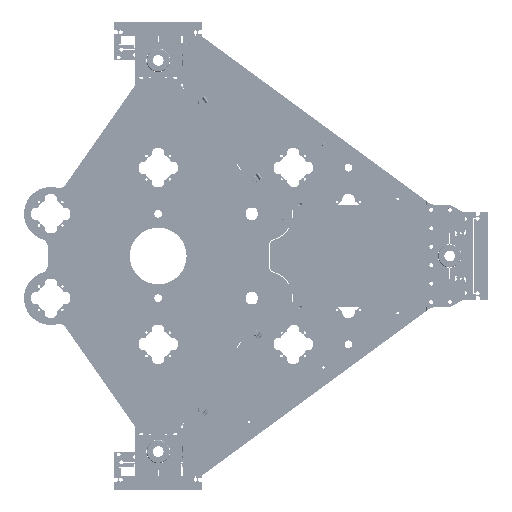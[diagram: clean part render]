
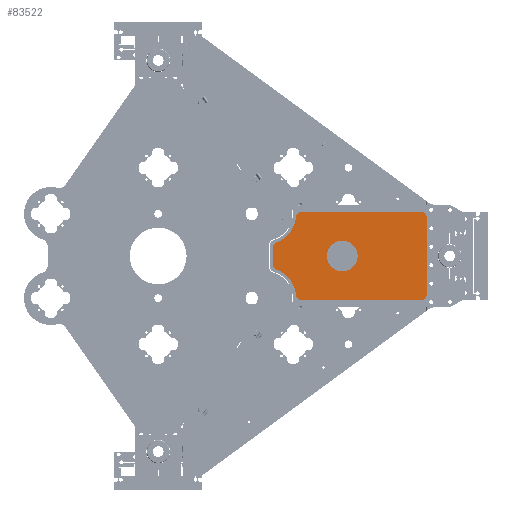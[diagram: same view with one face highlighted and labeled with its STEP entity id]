
A CAD part, front view. The second image highlights one B-rep face of the part: STEP entity #83522.
In plain terms, the highlighted planar face has unit normal (0, -1, 0).
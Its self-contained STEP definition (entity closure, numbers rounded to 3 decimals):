
#645 = LINE ( 'NONE', #124056, #128722 ) ;
#1400 = FACE_OUTER_BOUND ( 'NONE', #104248, .T. ) ;
#1848 = CARTESIAN_POINT ( 'NONE',  ( 84., -151.5, 28.5 ) ) ;
#2081 = DIRECTION ( 'NONE',  ( 1., 0., 0. ) ) ;
#3051 = DIRECTION ( 'NONE',  ( 1., 0., 0. ) ) ;
#3752 = DIRECTION ( 'NONE',  ( 0., 1., 0. ) ) ;
#3886 = EDGE_CURVE ( 'NONE', #106959, #48598, #105888, .T. ) ;
#5064 = CARTESIAN_POINT ( 'NONE',  ( 32., -151.5, 0. ) ) ;
#8055 = CARTESIAN_POINT ( 'NONE',  ( -11.043, -151.5, -8.749 ) ) ;
#8651 = VERTEX_POINT ( 'NONE', #9589 ) ;
#8949 = ORIENTED_EDGE ( 'NONE', *, *, #120334, .T. ) ;
#9203 = CARTESIAN_POINT ( 'NONE',  ( 84., -151.5, 25.5 ) ) ;
#9510 = CARTESIAN_POINT ( 'NONE',  ( -13., -151.5, 5.936 ) ) ;
#9589 = CARTESIAN_POINT ( 'NONE',  ( 4.913, -151.5, -28.5 ) ) ;
#11018 = AXIS2_PLACEMENT_3D ( 'NONE', #9203, #51680, #71262 ) ;
#11029 = ORIENTED_EDGE ( 'NONE', *, *, #98454, .F. ) ;
#12161 = DIRECTION ( 'NONE',  ( 1., 0., 0. ) ) ;
#15061 = CIRCLE ( 'NONE', #11018, 3. ) ;
#15652 = DIRECTION ( 'NONE',  ( -1., 0., 0. ) ) ;
#16243 = VERTEX_POINT ( 'NONE', #81813 ) ;
#16303 = AXIS2_PLACEMENT_3D ( 'NONE', #85369, #3752, #105617 ) ;
#16493 = EDGE_CURVE ( 'NONE', #64222, #8651, #107348, .T. ) ;
#17041 = CARTESIAN_POINT ( 'NONE',  ( -13., -151.5, -5.936 ) ) ;
#17496 = AXIS2_PLACEMENT_3D ( 'NONE', #114396, #22664, #3051 ) ;
#18162 = CARTESIAN_POINT ( 'NONE',  ( 87., -151.5, 25.5 ) ) ;
#20731 = DIRECTION ( 'NONE',  ( 1., 0., 0. ) ) ;
#20837 = EDGE_CURVE ( 'NONE', #92792, #117226, #15061, .T. ) ;
#21644 = CARTESIAN_POINT ( 'NONE',  ( -18., -151.5, 27.5 ) ) ;
#22664 = DIRECTION ( 'NONE',  ( 0., 1., 0. ) ) ;
#22912 = AXIS2_PLACEMENT_3D ( 'NONE', #33103, #74216, #12161 ) ;
#23641 = EDGE_CURVE ( 'NONE', #48598, #99213, #93928, .T. ) ;
#27631 = EDGE_CURVE ( 'NONE', #117226, #16243, #120485, .T. ) ;
#28015 = VERTEX_POINT ( 'NONE', #67742 ) ;
#28443 = DIRECTION ( 'NONE',  ( 0., 1., 0. ) ) ;
#28778 = DIRECTION ( 'NONE',  ( 0., 0., -1. ) ) ;
#29198 = CIRCLE ( 'NONE', #16303, 3. ) ;
#31703 = DIRECTION ( 'NONE',  ( 0., 0., 1. ) ) ;
#31736 = DIRECTION ( 'NONE',  ( 1., 0., 0. ) ) ;
#32570 = VERTEX_POINT ( 'NONE', #57164 ) ;
#33103 = CARTESIAN_POINT ( 'NONE',  ( -18., -151.5, -27.5 ) ) ;
#34196 = CIRCLE ( 'NONE', #87981, 3. ) ;
#34752 = CIRCLE ( 'NONE', #17496, 3. ) ;
#36067 = VECTOR ( 'NONE', #28778, 1000. ) ;
#36571 = DIRECTION ( 'NONE',  ( 1., 0., 0. ) ) ;
#36914 = LINE ( 'NONE', #110367, #44335 ) ;
#37082 = CARTESIAN_POINT ( 'NONE',  ( 4.913, -151.5, 28.5 ) ) ;
#38970 = ORIENTED_EDGE ( 'NONE', *, *, #23641, .F. ) ;
#41196 = ORIENTED_EDGE ( 'NONE', *, *, #128744, .F. ) ;
#42598 = PLANE ( 'NONE',  #44037 ) ;
#42712 = ORIENTED_EDGE ( 'NONE', *, *, #3886, .F. ) ;
#43049 = ORIENTED_EDGE ( 'NONE', *, *, #20837, .F. ) ;
#44037 = AXIS2_PLACEMENT_3D ( 'NONE', #62819, #103966, #2081 ) ;
#44335 = VECTOR ( 'NONE', #57103, 1000. ) ;
#46591 = CIRCLE ( 'NONE', #22912, 20. ) ;
#46857 = EDGE_CURVE ( 'NONE', #48110, #77351, #34196, .T. ) ;
#48110 = VERTEX_POINT ( 'NONE', #8055 ) ;
#48148 = EDGE_LOOP ( 'NONE', ( #116255, #8949 ) ) ;
#48182 = AXIS2_PLACEMENT_3D ( 'NONE', #95287, #56799, #97289 ) ;
#48598 = VERTEX_POINT ( 'NONE', #90864 ) ;
#48996 = CARTESIAN_POINT ( 'NONE',  ( 87., -151.5, -25.5 ) ) ;
#49873 = CARTESIAN_POINT ( 'NONE',  ( -10., -151.5, -5.936 ) ) ;
#51680 = DIRECTION ( 'NONE',  ( 0., 1., 0. ) ) ;
#51990 = DIRECTION ( 'NONE',  ( 0., -1., 0. ) ) ;
#54093 = CARTESIAN_POINT ( 'NONE',  ( -11.043, -151.5, 8.749 ) ) ;
#54452 = CIRCLE ( 'NONE', #112590, 10. ) ;
#56747 = CIRCLE ( 'NONE', #48182, 3. ) ;
#56799 = DIRECTION ( 'NONE',  ( 0., 1., 0. ) ) ;
#57103 = DIRECTION ( 'NONE',  ( 1., 0., 0. ) ) ;
#57164 = CARTESIAN_POINT ( 'NONE',  ( 22., -151.5, 0. ) ) ;
#57479 = ORIENTED_EDGE ( 'NONE', *, *, #119070, .F. ) ;
#58255 = VECTOR ( 'NONE', #15652, 1000. ) ;
#62819 = CARTESIAN_POINT ( 'NONE',  ( -88., -151.5, 0. ) ) ;
#64222 = VERTEX_POINT ( 'NONE', #87387 ) ;
#67742 = CARTESIAN_POINT ( 'NONE',  ( 42., -151.5, 0. ) ) ;
#67867 = ORIENTED_EDGE ( 'NONE', *, *, #121351, .F. ) ;
#70162 = ORIENTED_EDGE ( 'NONE', *, *, #16493, .F. ) ;
#71040 = CARTESIAN_POINT ( 'NONE',  ( 1.924, -151.5, -25.761 ) ) ;
#71074 = AXIS2_PLACEMENT_3D ( 'NONE', #5064, #95477, #74590 ) ;
#71262 = DIRECTION ( 'NONE',  ( 1., 0., 0. ) ) ;
#74216 = DIRECTION ( 'NONE',  ( 0., -1., 0. ) ) ;
#74485 = AXIS2_PLACEMENT_3D ( 'NONE', #84734, #123221, #20731 ) ;
#74590 = DIRECTION ( 'NONE',  ( 1., 0., 0. ) ) ;
#77351 = VERTEX_POINT ( 'NONE', #17041 ) ;
#79017 = CARTESIAN_POINT ( 'NONE',  ( 32., -151.5, 0. ) ) ;
#80706 = VERTEX_POINT ( 'NONE', #9510 ) ;
#81813 = CARTESIAN_POINT ( 'NONE',  ( 87., -151.5, -25.5 ) ) ;
#83522 = ADVANCED_FACE ( 'NONE', ( #95170, #1400 ), #42598, .F. ) ;
#84734 = CARTESIAN_POINT ( 'NONE',  ( 4.913, -151.5, 25.5 ) ) ;
#85369 = CARTESIAN_POINT ( 'NONE',  ( 84., -151.5, -25.5 ) ) ;
#87387 = CARTESIAN_POINT ( 'NONE',  ( 84., -151.5, -28.5 ) ) ;
#87981 = AXIS2_PLACEMENT_3D ( 'NONE', #49873, #118710, #120000 ) ;
#90864 = CARTESIAN_POINT ( 'NONE',  ( 1.924, -151.5, 25.761 ) ) ;
#92792 = VERTEX_POINT ( 'NONE', #1848 ) ;
#93874 = ORIENTED_EDGE ( 'NONE', *, *, #126656, .F. ) ;
#93928 = CIRCLE ( 'NONE', #74485, 3. ) ;
#95170 = FACE_BOUND ( 'NONE', #48148, .T. ) ;
#95287 = CARTESIAN_POINT ( 'NONE',  ( -10., -151.5, 5.936 ) ) ;
#95477 = DIRECTION ( 'NONE',  ( 0., 1., 0. ) ) ;
#97289 = DIRECTION ( 'NONE',  ( 1., 0., 0. ) ) ;
#98454 = EDGE_CURVE ( 'NONE', #99213, #92792, #36914, .T. ) ;
#98541 = ORIENTED_EDGE ( 'NONE', *, *, #46857, .F. ) ;
#99213 = VERTEX_POINT ( 'NONE', #37082 ) ;
#103085 = EDGE_CURVE ( 'NONE', #32570, #28015, #124855, .T. ) ;
#103966 = DIRECTION ( 'NONE',  ( 0., 1., 0. ) ) ;
#104248 = EDGE_LOOP ( 'NONE', ( #93874, #98541, #41196, #57479, #70162, #112645, #128683, #43049, #11029, #38970, #42712, #67867 ) ) ;
#105617 = DIRECTION ( 'NONE',  ( 1., 0., 0. ) ) ;
#105888 = CIRCLE ( 'NONE', #114292, 20. ) ;
#106667 = CARTESIAN_POINT ( 'NONE',  ( 4.913, -151.5, -28.5 ) ) ;
#106959 = VERTEX_POINT ( 'NONE', #54093 ) ;
#107348 = LINE ( 'NONE', #106667, #58255 ) ;
#110367 = CARTESIAN_POINT ( 'NONE',  ( 4.913, -151.5, 28.5 ) ) ;
#112590 = AXIS2_PLACEMENT_3D ( 'NONE', #79017, #28443, #36571 ) ;
#112645 = ORIENTED_EDGE ( 'NONE', *, *, #124370, .F. ) ;
#114292 = AXIS2_PLACEMENT_3D ( 'NONE', #21644, #51990, #31736 ) ;
#114396 = CARTESIAN_POINT ( 'NONE',  ( 4.913, -151.5, -25.5 ) ) ;
#116255 = ORIENTED_EDGE ( 'NONE', *, *, #103085, .T. ) ;
#117226 = VERTEX_POINT ( 'NONE', #18162 ) ;
#118710 = DIRECTION ( 'NONE',  ( 0., 1., 0. ) ) ;
#119070 = EDGE_CURVE ( 'NONE', #8651, #131380, #34752, .T. ) ;
#120000 = DIRECTION ( 'NONE',  ( 1., 0., 0. ) ) ;
#120334 = EDGE_CURVE ( 'NONE', #28015, #32570, #54452, .T. ) ;
#120485 = LINE ( 'NONE', #48996, #36067 ) ;
#121351 = EDGE_CURVE ( 'NONE', #80706, #106959, #56747, .T. ) ;
#123221 = DIRECTION ( 'NONE',  ( 0., 1., 0. ) ) ;
#124056 = CARTESIAN_POINT ( 'NONE',  ( -13., -151.5, -5.936 ) ) ;
#124370 = EDGE_CURVE ( 'NONE', #16243, #64222, #29198, .T. ) ;
#124855 = CIRCLE ( 'NONE', #71074, 10. ) ;
#126656 = EDGE_CURVE ( 'NONE', #77351, #80706, #645, .T. ) ;
#128683 = ORIENTED_EDGE ( 'NONE', *, *, #27631, .F. ) ;
#128722 = VECTOR ( 'NONE', #31703, 1000. ) ;
#128744 = EDGE_CURVE ( 'NONE', #131380, #48110, #46591, .T. ) ;
#131380 = VERTEX_POINT ( 'NONE', #71040 ) ;
